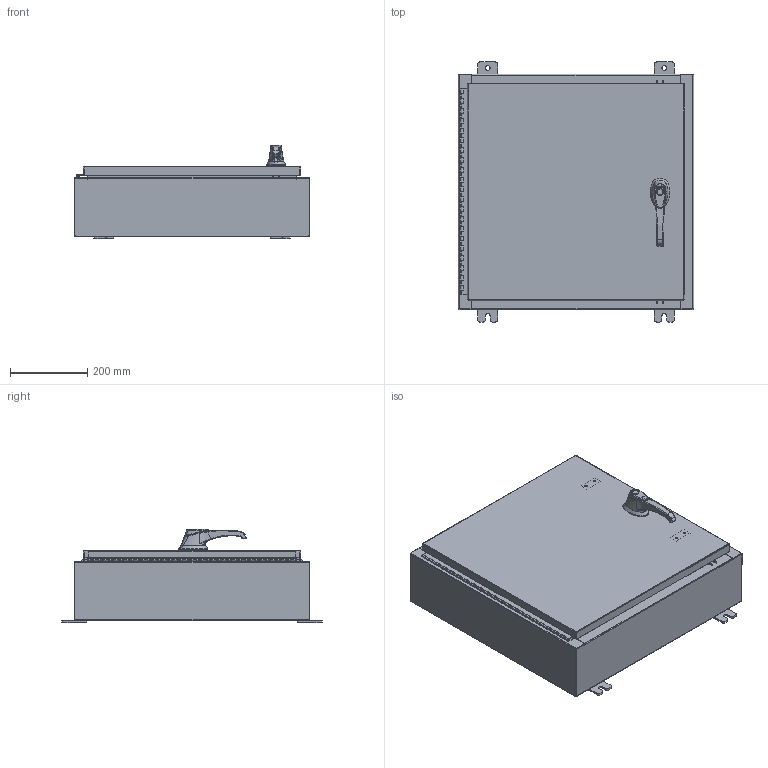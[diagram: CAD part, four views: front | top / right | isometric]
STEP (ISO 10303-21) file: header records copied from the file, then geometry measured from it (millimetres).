
FILE_DESCRIPTION (( 'STEP AP203' ), '1' );
FILE_NAME ('N24H2406SS6WP3PT.STEP', '2014-02-06T15:38:14', ( 'changeme' ), ( 'Microsoft' ), 'SwSTEP 2.0', 'SolidWorks 2013', '' );
FILE_SCHEMA (( 'CONFIG_CONTROL_DESIGN' ));
Length unit declared in the file: inch
Products named in the file (27): 26161102; N24H2406SS6WP3PT Body; 2616310101; 297026; N24H2406SS6WP3PT Bottom; 00005310_26163101; 21130102; N24H2406SS6WP3PT Backpanel; N24H2406SS6WP3PT Top; 022151; 00005090; N24H2406SS6WP3PT Mounting Studs; N24H2406SS6WP3PT; N24H2406SS6WP3PT 263033_Industrilas; g26103103_26163303; N24H2406SS6WP3PT Hinge Enclosure Side2; N24H2406SS6WP3PT Defeater Handle - 3 - 2500-51 ZN; 033060_032151; N24H2406SS6WP3PT Hinge Cover Side; NMP-SS-RODGUIDES; 297025; N24H2406SS6WP3PT 125 Pin Hinge; N24H2406SS6WP3PT Defeater Handle Rod; 012103_012102; N24H2406SS6WP3PT Mounting Feet; N24H2406SS6WP3PT Cover; 00005309_G26103101
Assembly tree (35 placements, depth 4):
  N24H2406SS6WP3PT
    N24H2406SS6WP3PT Backpanel
    N24H2406SS6WP3PT Mounting Studs  x4
    N24H2406SS6WP3PT 125 Pin Hinge
      N24H2406SS6WP3PT Hinge Enclosure Side2
      N24H2406SS6WP3PT Hinge Cover Side
    N24H2406SS6WP3PT Mounting Feet  x4
    N24H2406SS6WP3PT 263033_Industrilas
      26161102
      297026
      21130102
      00005090
      g26103103_26163303
      033060_032151  x2
      297025
      012103_012102
      00005310_26163101
        00005309_G26103101
        2616310101
      022151
    N24H2406SS6WP3PT Defeater Handle - 3 - 2500-51 ZN
    NMP-SS-RODGUIDES  x2
    N24H2406SS6WP3PT Defeater Handle Rod  x2
    N24H2406SS6WP3PT Cover
    N24H2406SS6WP3PT Body
    N24H2406SS6WP3PT Bottom
    N24H2406SS6WP3PT Top
Bounding box: 609.6 x 673.1 x 241.17 mm (x, y, z)
Volume: 3425794.9 mm3; surface area: 3314197.6 mm2
Topology: 31 solids, 33 shells, 2412 faces, 6052 edges, 3724 vertices
Faces by surface type: cylinder 893, plane 865, bspline 329, cone 293, torus 32
Entity records: 112238 total; most frequent: CARTESIAN_POINT 58256, ORIENTED_EDGE 11238, DIRECTION 9697, EDGE_CURVE 5620, AXIS2_PLACEMENT_3D 3550, VERTEX_POINT 3462, LINE 2597, VECTOR 2597
